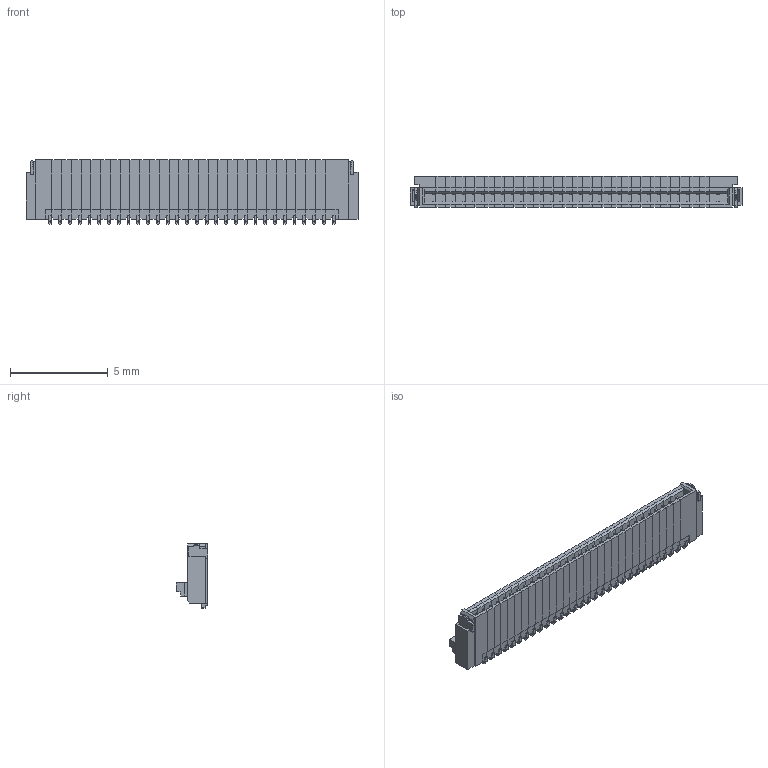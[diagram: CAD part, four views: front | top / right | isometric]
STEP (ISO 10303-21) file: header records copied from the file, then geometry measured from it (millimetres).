
FILE_DESCRIPTION (( 'STEP AP214' ), '1' );
FILE_NAME ('F3311A7H121030E200.STEP', '2023-10-20T11:49:54', ( '' ), ( '' ), 'SwSTEP 2.0', 'SolidWorks 2021', '' );
FILE_SCHEMA (( 'AUTOMOTIVE_DESIGN' ));
Length unit declared in the file: millimetre
Products named in the file (5): F3311A7H121030E200; F331_R^F3311A7H121030E200--3DModel-STEP-533217(2)_F3311A7H121030E200; F331_M^F3311A7H121030E200--3DModel-STEP-533217(2)_F3311A7H121030E200; F3311A7H121030E200--3DModel-STEP-533217(2)^F3311A7H121030E200; F331_L^F3311A7H121030E200--3DModel-STEP-533217(2)_F3311A7H121030E200
Assembly tree (31 placements, depth 3):
  F3311A7H121030E200
    F3311A7H121030E200--3DModel-STEP-533217(2)^F3311A7H121030E200
      F331_L^F3311A7H121030E200--3DModel-STEP-533217(2)_F3311A7H121030E200
      F331_M^F3311A7H121030E200--3DModel-STEP-533217(2)_F3311A7H121030E200  x28
      F331_R^F3311A7H121030E200--3DModel-STEP-533217(2)_F3311A7H121030E200
Bounding box: 17 x 1.62 x 3.3 mm (x, y, z)
Volume: 41.3 mm3; surface area: 408.6 mm2
Topology: 30 solids, 30 shells, 3108 faces, 8886 edges, 5796 vertices
Faces by surface type: plane 2312, cylinder 796
Entity records: 15601 total; most frequent: CARTESIAN_POINT 2798, ORIENTED_EDGE 2706, DIRECTION 2545, EDGE_CURVE 1353, LINE 1115, VECTOR 1115, VERTEX_POINT 882, AXIS2_PLACEMENT_3D 715
